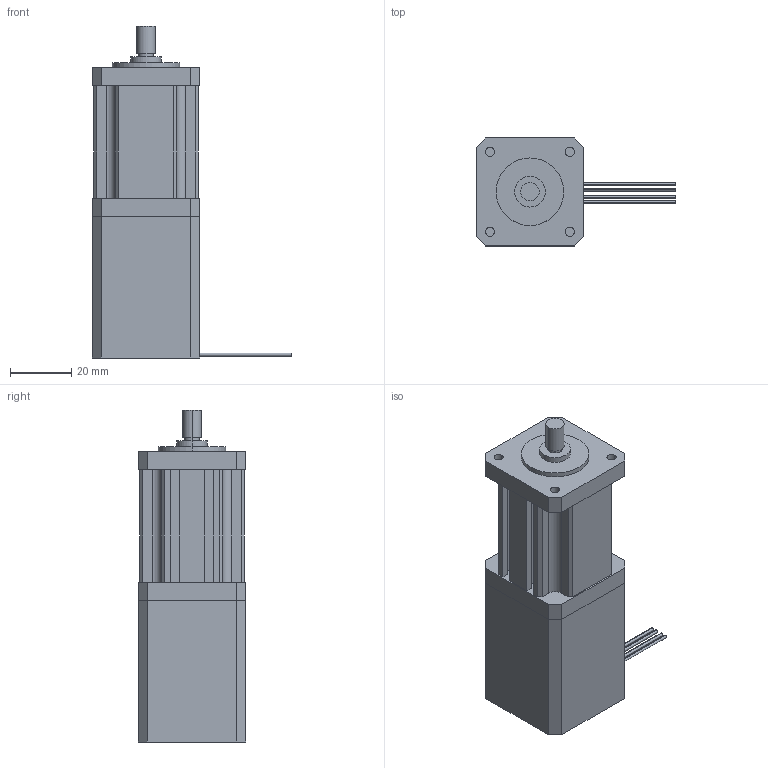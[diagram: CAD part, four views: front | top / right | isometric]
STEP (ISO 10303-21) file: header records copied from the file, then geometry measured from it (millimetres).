
FILE_DESCRIPTION(('FreeCAD Model'),'2;1');
FILE_NAME( 'MSL142ACx-4L3N0xxxx.step', '2018-07-27T14:10:56',('Author'),(''), 'Open CASCADE STEP processor 6.8','FreeCAD','Unknown');
FILE_SCHEMA(('AUTOMOTIVE_DESIGN_CC2 { 1 2 10303 214 -1 1 5 4 }'));
Length unit declared in the file: millimetre
Products named in the file (2): ASSEMBLY
Assembly tree (1 placements, depth 2):
  ASSEMBLY
    (unnamed)
Bounding box: 65 x 35 x 108.1 mm (x, y, z)
Volume: 103317.3 mm3; surface area: 18433.3 mm2
Topology: 1 solids, 1 shells, 116 faces, 304 edges, 200 vertices
Faces by surface type: plane 88, cylinder 28
Entity records: 10125 total; most frequent: CARTESIAN_POINT 4170, DIRECTION 1038, LINE 664, VECTOR 664, ORIENTED_EDGE 608, PCURVE 608, DEFINITIONAL_REPRESENTATION 608, EDGE_CURVE 304
